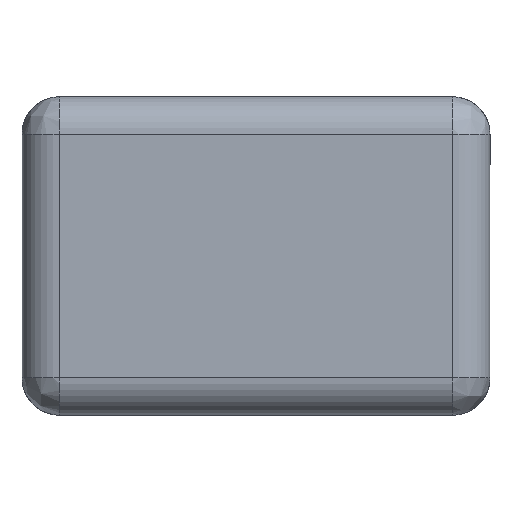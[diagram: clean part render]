
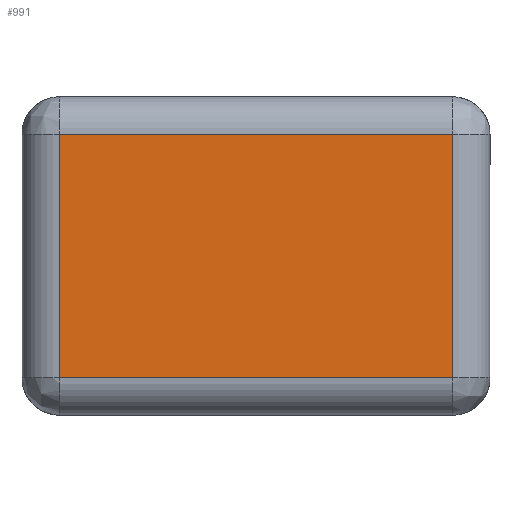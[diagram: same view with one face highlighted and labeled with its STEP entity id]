
A CAD part, left-side view. The second image highlights one B-rep face of the part: STEP entity #991.
In plain terms, the highlighted planar face has unit normal (-1, 0, 0).
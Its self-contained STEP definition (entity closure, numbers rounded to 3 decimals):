
#1 = DIRECTION ( 'NONE',  ( 0., -1., 0. ) ) ;
#115 = AXIS2_PLACEMENT_3D ( 'NONE', #1869, #324, #602 ) ;
#136 = VECTOR ( 'NONE', #2491, 1000. ) ;
#259 = VECTOR ( 'NONE', #585, 1000. ) ;
#324 = DIRECTION ( 'NONE',  ( -1., 0., 0. ) ) ;
#427 = DIRECTION ( 'NONE',  ( 0., 1., 0. ) ) ;
#567 = VERTEX_POINT ( 'NONE', #855 ) ;
#583 = LINE ( 'NONE', #2977, #2222 ) ;
#585 = DIRECTION ( 'NONE',  ( 0., 0., 1. ) ) ;
#602 = DIRECTION ( 'NONE',  ( 0., -1., 0. ) ) ;
#708 = EDGE_CURVE ( 'NONE', #2199, #567, #2145, .T. ) ;
#824 = CARTESIAN_POINT ( 'NONE',  ( -1., -0.525, 0.75 ) ) ;
#855 = CARTESIAN_POINT ( 'NONE',  ( -1., -0.525, 0.1 ) ) ;
#875 = EDGE_CURVE ( 'NONE', #1256, #2199, #3207, .T. ) ;
#974 = LINE ( 'NONE', #2633, #259 ) ;
#991 = ADVANCED_FACE ( 'NONE', ( #3241 ), #2638, .T. ) ;
#1010 = ORIENTED_EDGE ( 'NONE', *, *, #875, .F. ) ;
#1256 = VERTEX_POINT ( 'NONE', #1349 ) ;
#1268 = CARTESIAN_POINT ( 'NONE',  ( -1., 0.925, 0.75 ) ) ;
#1349 = CARTESIAN_POINT ( 'NONE',  ( -1., 0.525, 0.75 ) ) ;
#1705 = EDGE_CURVE ( 'NONE', #1894, #1256, #974, .T. ) ;
#1718 = CARTESIAN_POINT ( 'NONE',  ( -1., 0.525, 0.1 ) ) ;
#1855 = EDGE_CURVE ( 'NONE', #567, #1894, #583, .T. ) ;
#1869 = CARTESIAN_POINT ( 'NONE',  ( -1., 0.625, 0. ) ) ;
#1894 = VERTEX_POINT ( 'NONE', #1718 ) ;
#2128 = ORIENTED_EDGE ( 'NONE', *, *, #708, .F. ) ;
#2145 = LINE ( 'NONE', #2987, #136 ) ;
#2199 = VERTEX_POINT ( 'NONE', #824 ) ;
#2222 = VECTOR ( 'NONE', #427, 1000. ) ;
#2491 = DIRECTION ( 'NONE',  ( 0., 0., -1. ) ) ;
#2615 = VECTOR ( 'NONE', #1, 1000. ) ;
#2633 = CARTESIAN_POINT ( 'NONE',  ( -1., 0.525, -0.3 ) ) ;
#2638 = PLANE ( 'NONE',  #115 ) ;
#2959 = EDGE_LOOP ( 'NONE', ( #1010, #3141, #3104, #2128 ) ) ;
#2977 = CARTESIAN_POINT ( 'NONE',  ( -1., 0.925, 0.1 ) ) ;
#2987 = CARTESIAN_POINT ( 'NONE',  ( -1., -0.525, -0.3 ) ) ;
#3104 = ORIENTED_EDGE ( 'NONE', *, *, #1855, .F. ) ;
#3141 = ORIENTED_EDGE ( 'NONE', *, *, #1705, .F. ) ;
#3207 = LINE ( 'NONE', #1268, #2615 ) ;
#3241 = FACE_OUTER_BOUND ( 'NONE', #2959, .T. ) ;
